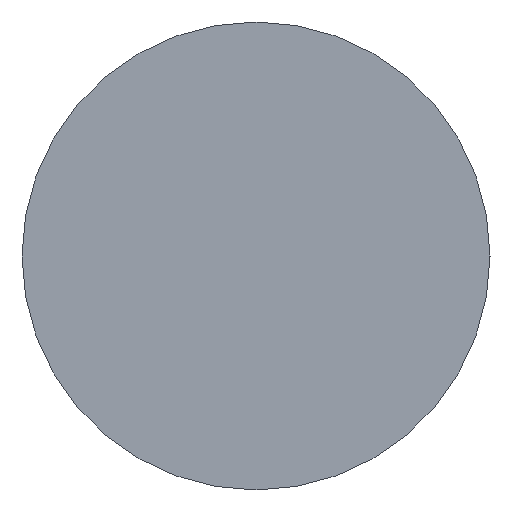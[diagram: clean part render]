
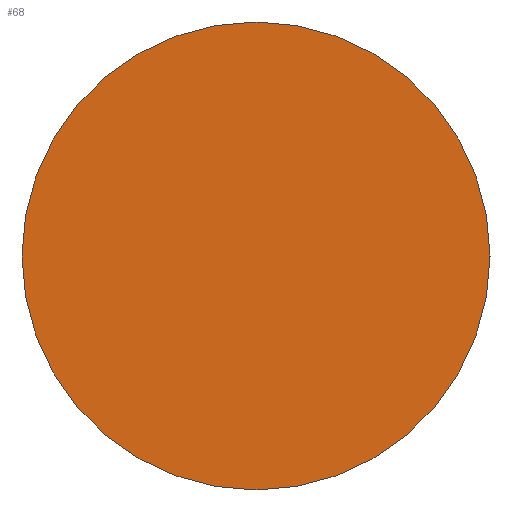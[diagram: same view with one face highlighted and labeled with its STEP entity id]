
A CAD part, left-side view. The second image highlights one B-rep face of the part: STEP entity #68.
In plain terms, the highlighted planar face has unit normal (-1, 0, 0).
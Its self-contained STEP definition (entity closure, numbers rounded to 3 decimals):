
#20 = DIRECTION ( 'NONE',  ( 0., 0., 1. ) ) ;
#27 = FACE_OUTER_BOUND ( 'NONE', #37, .T. ) ;
#37 = EDGE_LOOP ( 'NONE', ( #43, #85 ) ) ;
#38 = DIRECTION ( 'NONE',  ( 1., 0., 0. ) ) ;
#43 = ORIENTED_EDGE ( 'NONE', *, *, #88, .T. ) ;
#44 = EDGE_CURVE ( 'NONE', #148, #185, #142, .T. ) ;
#49 = AXIS2_PLACEMENT_3D ( 'NONE', #127, #38, #128 ) ;
#54 = AXIS2_PLACEMENT_3D ( 'NONE', #141, #139, #143 ) ;
#58 = CARTESIAN_POINT ( 'NONE',  ( 113.739, 65.156, 0. ) ) ;
#68 = ADVANCED_FACE ( 'NONE', ( #27 ), #156, .F. ) ;
#85 = ORIENTED_EDGE ( 'NONE', *, *, #44, .T. ) ;
#88 = EDGE_CURVE ( 'NONE', #185, #148, #117, .T. ) ;
#100 = AXIS2_PLACEMENT_3D ( 'NONE', #58, #175, #20 ) ;
#114 = CARTESIAN_POINT ( 'NONE',  ( 113.739, 65.156, -25. ) ) ;
#115 = CARTESIAN_POINT ( 'NONE',  ( 113.739, 65.156, 25. ) ) ;
#117 = CIRCLE ( 'NONE', #54, 25. ) ;
#127 = CARTESIAN_POINT ( 'NONE',  ( 113.739, 65.156, 0. ) ) ;
#128 = DIRECTION ( 'NONE',  ( 0., 0., -1. ) ) ;
#139 = DIRECTION ( 'NONE',  ( -1., 0., 0. ) ) ;
#141 = CARTESIAN_POINT ( 'NONE',  ( 113.739, 65.156, 0. ) ) ;
#142 = CIRCLE ( 'NONE', #100, 25. ) ;
#143 = DIRECTION ( 'NONE',  ( 0., 0., 1. ) ) ;
#148 = VERTEX_POINT ( 'NONE', #114 ) ;
#156 = PLANE ( 'NONE',  #49 ) ;
#175 = DIRECTION ( 'NONE',  ( -1., 0., 0. ) ) ;
#185 = VERTEX_POINT ( 'NONE', #115 ) ;
